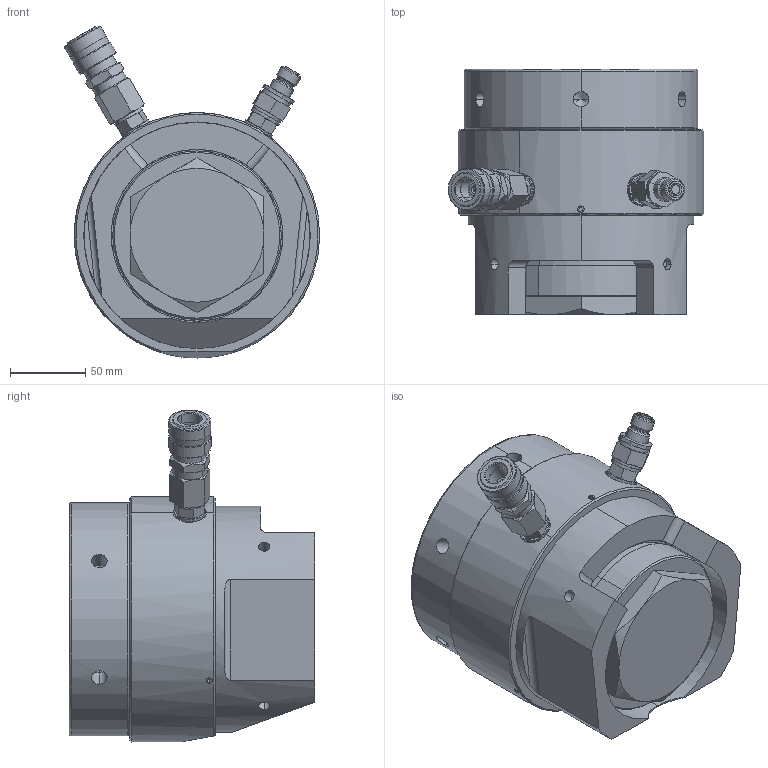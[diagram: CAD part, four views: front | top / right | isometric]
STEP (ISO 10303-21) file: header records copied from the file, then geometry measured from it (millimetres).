
FILE_DESCRIPTION((''),'2;1');
FILE_NAME('CTST_04-2_25_INCH_8434220104_','2021-07-08T08:13:28',('INEdipo'),(''),'CREO PARAMETRIC BY PTC INC, 2020281','CREO PARAMETRIC BY PTC INC, 2020281','');
FILE_SCHEMA(('CONFIG_CONTROL_DESIGN'));
Length unit declared in the file: millimetre
Products named in the file (1): CTST_04-2_25_INCH_8434220104_
Bounding box: 169.64 x 163 x 220.46 mm (x, y, z)
Volume: 2879231.1 mm3; surface area: 179369.4 mm2
Topology: 1 solids, 8 shells, 430 faces, 1021 edges, 630 vertices
Faces by surface type: cylinder 144, cone 135, plane 135, torus 14, sphere 2
Entity records: 13128 total; most frequent: CARTESIAN_POINT 3313, DIRECTION 2070, ORIENTED_EDGE 1994, EDGE_CURVE 997, AXIS2_PLACEMENT_3D 841, VERTEX_POINT 626, EDGE_LOOP 495, FACE_OUTER_BOUND 426
